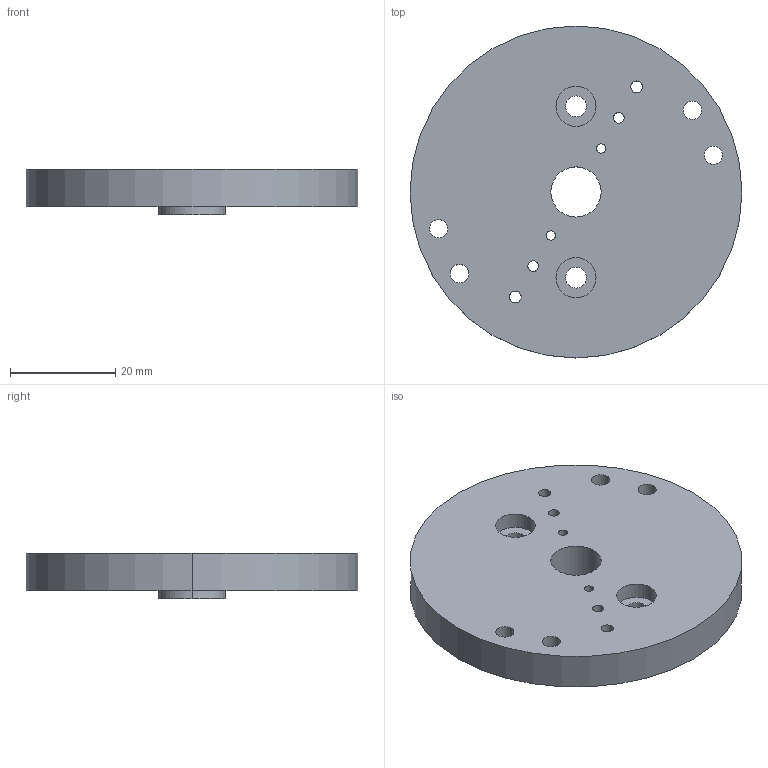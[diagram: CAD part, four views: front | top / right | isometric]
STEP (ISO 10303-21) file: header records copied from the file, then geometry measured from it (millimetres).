
FILE_DESCRIPTION (( 'STEP AP203' ), '1' );
FILE_NAME ('INFM0061.STEP', '2013-03-12T20:39:39', ( 'Admin' ), ( 'Bodine Electric Company' ), 'SwSTEP 2.0', 'SolidWorks 2012', '' );
FILE_SCHEMA (( 'CONFIG_CONTROL_DESIGN' ));
Length unit declared in the file: inch
Products named in the file (1): INFM0061
Bounding box: 62.99 x 62.99 x 8.64 mm (x, y, z)
Volume: 20940.2 mm3; surface area: 8511.8 mm2
Topology: 1 solids, 1 shells, 43 faces, 110 edges, 72 vertices
Faces by surface type: cylinder 34, plane 5, torus 2, cone 2
Entity records: 1477 total; most frequent: DIRECTION 272, CARTESIAN_POINT 226, ORIENTED_EDGE 220, AXIS2_PLACEMENT_3D 118, EDGE_CURVE 110, CIRCLE 74, VERTEX_POINT 72, EDGE_LOOP 72
